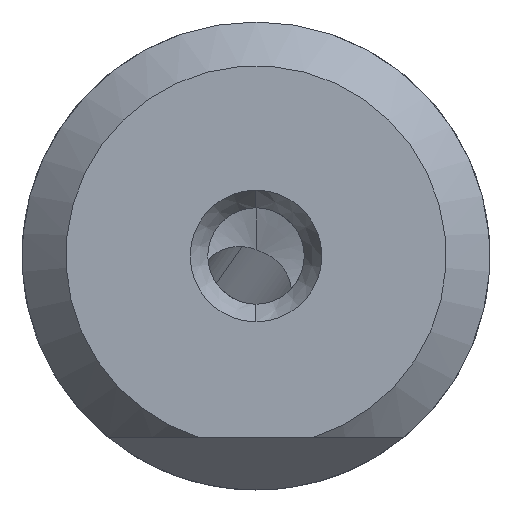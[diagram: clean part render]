
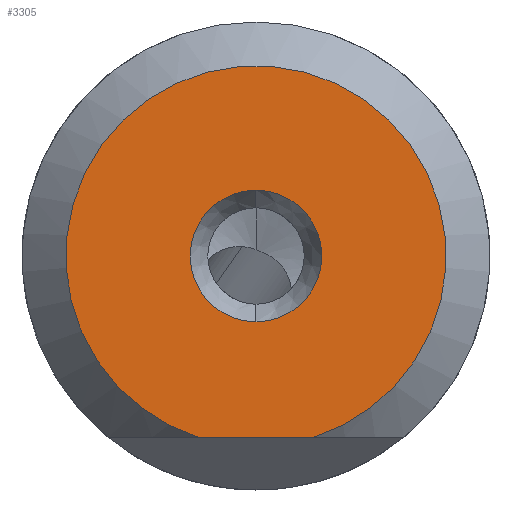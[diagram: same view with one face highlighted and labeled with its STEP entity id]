
A CAD part, left-side view. The second image highlights one B-rep face of the part: STEP entity #3305.
In plain terms, the highlighted planar face has unit normal (-1, 0, 0).
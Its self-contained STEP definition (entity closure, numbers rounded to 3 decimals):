
#41 = DIRECTION ( 'NONE',  ( -1., 0., 0. ) ) ;
#102 = CARTESIAN_POINT ( 'NONE',  ( 0., 2.25, 0. ) ) ;
#270 = EDGE_CURVE ( 'NONE', #1346, #1631, #3213, .T. ) ;
#284 = DIRECTION ( 'NONE',  ( 0., 0., 1. ) ) ;
#320 = VECTOR ( 'NONE', #1612, 1000. ) ;
#377 = LINE ( 'NONE', #1536, #320 ) ;
#380 = DIRECTION ( 'NONE',  ( 1., 0., 0. ) ) ;
#426 = CARTESIAN_POINT ( 'NONE',  ( 0., 0., 2.25 ) ) ;
#530 = ORIENTED_EDGE ( 'NONE', *, *, #2709, .T. ) ;
#749 = ORIENTED_EDGE ( 'NONE', *, *, #2353, .F. ) ;
#766 = CARTESIAN_POINT ( 'NONE',  ( 0., 1.952, -6.2 ) ) ;
#1113 = AXIS2_PLACEMENT_3D ( 'NONE', #3271, #2929, #1452 ) ;
#1242 = FACE_OUTER_BOUND ( 'NONE', #3111, .T. ) ;
#1346 = VERTEX_POINT ( 'NONE', #2375 ) ;
#1452 = DIRECTION ( 'NONE',  ( 0., 0., 1. ) ) ;
#1536 = CARTESIAN_POINT ( 'NONE',  ( 0., 2.25, -6.2 ) ) ;
#1612 = DIRECTION ( 'NONE',  ( 0., -1., 0. ) ) ;
#1631 = VERTEX_POINT ( 'NONE', #766 ) ;
#1687 = VERTEX_POINT ( 'NONE', #426 ) ;
#1787 = CARTESIAN_POINT ( 'NONE',  ( 0., 0., 0. ) ) ;
#2066 = DIRECTION ( 'NONE',  ( 0., 0., 1. ) ) ;
#2104 = CIRCLE ( 'NONE', #1113, 2.25 ) ;
#2121 = FACE_BOUND ( 'NONE', #2883, .T. ) ;
#2353 = EDGE_CURVE ( 'NONE', #3293, #1687, #2104, .T. ) ;
#2365 = CARTESIAN_POINT ( 'NONE',  ( 0., 0., 0. ) ) ;
#2375 = CARTESIAN_POINT ( 'NONE',  ( 0., -1.952, -6.2 ) ) ;
#2419 = ORIENTED_EDGE ( 'NONE', *, *, #3662, .F. ) ;
#2709 = EDGE_CURVE ( 'NONE', #1631, #1346, #377, .T. ) ;
#2757 = CIRCLE ( 'NONE', #3189, 2.25 ) ;
#2883 = EDGE_LOOP ( 'NONE', ( #2419, #749 ) ) ;
#2896 = DIRECTION ( 'NONE',  ( -1., 0., 0. ) ) ;
#2929 = DIRECTION ( 'NONE',  ( -1., 0., 0. ) ) ;
#3009 = DIRECTION ( 'NONE',  ( 0., 0., -1. ) ) ;
#3063 = CARTESIAN_POINT ( 'NONE',  ( 0., 0., -2.25 ) ) ;
#3076 = ORIENTED_EDGE ( 'NONE', *, *, #270, .T. ) ;
#3111 = EDGE_LOOP ( 'NONE', ( #3076, #530 ) ) ;
#3189 = AXIS2_PLACEMENT_3D ( 'NONE', #2365, #2896, #2066 ) ;
#3213 = CIRCLE ( 'NONE', #3524, 6.5 ) ;
#3271 = CARTESIAN_POINT ( 'NONE',  ( 0., 0., 0. ) ) ;
#3293 = VERTEX_POINT ( 'NONE', #3063 ) ;
#3305 = ADVANCED_FACE ( 'NONE', ( #2121, #1242 ), #3627, .F. ) ;
#3337 = AXIS2_PLACEMENT_3D ( 'NONE', #102, #380, #3009 ) ;
#3524 = AXIS2_PLACEMENT_3D ( 'NONE', #1787, #41, #284 ) ;
#3627 = PLANE ( 'NONE',  #3337 ) ;
#3662 = EDGE_CURVE ( 'NONE', #1687, #3293, #2757, .T. ) ;
